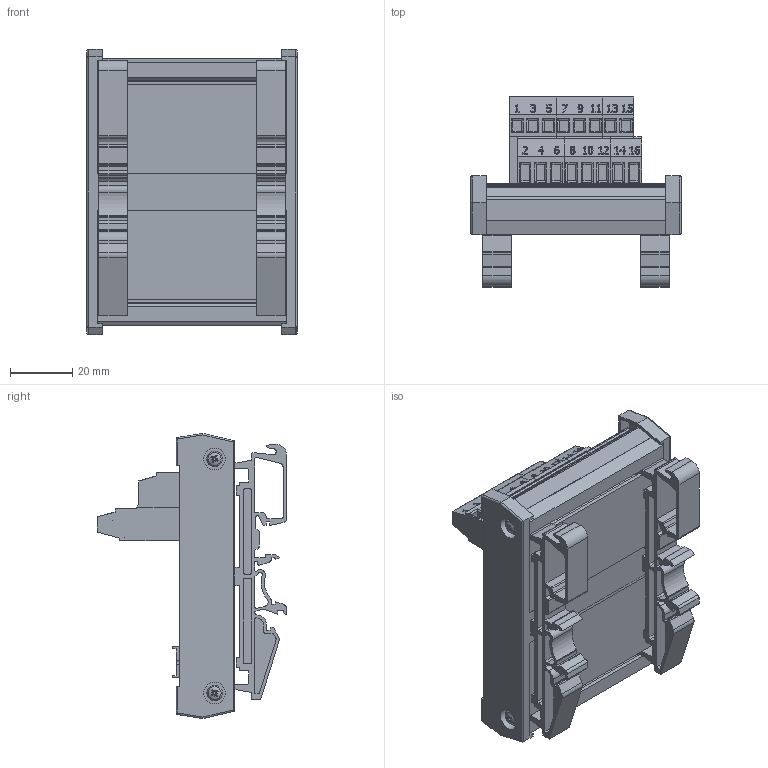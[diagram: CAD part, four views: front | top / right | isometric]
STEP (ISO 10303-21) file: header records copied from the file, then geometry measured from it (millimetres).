
FILE_DESCRIPTION((''),'2;1');
FILE_NAME('DIPC16.stp','2014-07-03T15:47:32',('roland'),(''),'Autodesk Inventor 2013','Autodesk Inventor 2013','');
FILE_SCHEMA(('CONFIG_CONTROL_DESIGN'));
Length unit declared in the file: millimetre
Products named in the file (11): DIPC16; 16_20 BASE PLATE; BASE SIDE; 2 GREEN updated; 3 GREEN updated; BASE LEGS; BS EN ISO 7045 Z - Metric M2.5 x 10 - 4.8 - Z; 16 lable1; 16 lable2; 16; DIPC16 CHIP
Assembly tree (16 placements, depth 2):
  DIPC16
    16_20 BASE PLATE
    BASE SIDE  x2
    2 GREEN updated
    3 GREEN updated  x2
    BASE LEGS  x2
    BS EN ISO 7045 Z - Metric M2.5 x 10 - 4.8 - Z  x4
    16 lable1
    16 lable2
    16
    DIPC16 CHIP
Bounding box: 67.8 x 61.24 x 91.98 mm (x, y, z)
Volume: 55475.5 mm3; surface area: 66504.7 mm2
Topology: 16 solids, 16 shells, 1842 faces, 4939 edges, 3252 vertices
Faces by surface type: plane 1074, cylinder 497, bspline 183, cone 64, torus 20, sphere 4
Full cylindrical faces by diameter (mm): 0.5 x32, 0.7 x120, 1.5 x20, 2.256 x4, 2.5 x20, 3.2 x4, 4 x16, 7 x4, 9 x4
Entity records: 43406 total; most frequent: CARTESIAN_POINT 9837, ORIENTED_EDGE 6848, DIRECTION 6178, EDGE_CURVE 3424, VERTEX_POINT 2398, VECTOR 2260, LINE 2260, EDGE_LOOP 1976
